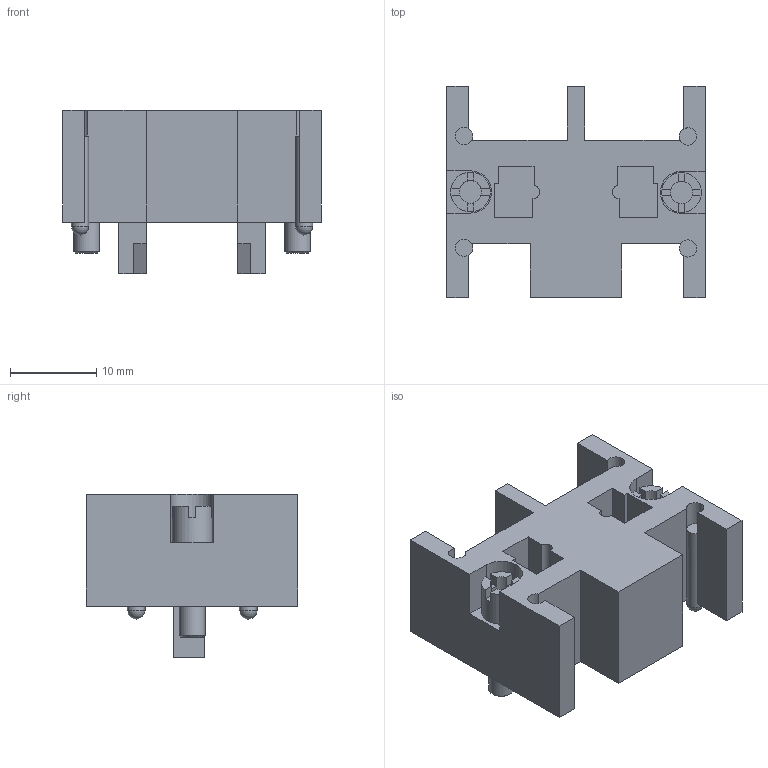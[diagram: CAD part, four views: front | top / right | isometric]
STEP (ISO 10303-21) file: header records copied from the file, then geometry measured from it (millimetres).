
FILE_DESCRIPTION((''),'2;1');
FILE_NAME('2PPM.stp','2007-11-15T15:02:08',('Philipp'),(''),'Autodesk Inventor 2008','Autodesk Inventor 2008','');
FILE_SCHEMA(('AUTOMOTIVE_DESIGN { 1 0 10303 214 1 1 1 1 }'));
Length unit declared in the file: millimetre
Products named in the file (3): 2PPM; screw
Assembly tree (3 placements, depth 2):
  2PPM
    2PPM
    screw  x2
Bounding box: 30 x 24.5 x 19 mm (x, y, z)
Volume: 6176.1 mm3; surface area: 4235.7 mm2
Topology: 3 solids, 3 shells, 134 faces, 352 edges, 230 vertices
Faces by surface type: plane 89, cylinder 23, bspline 16, sphere 4, cone 2
Full cylindrical faces by diameter (mm): 2 x4, 2.5 x2, 2.6 x4, 3 x4, 4.6 x2
Entity records: 3262 total; most frequent: CARTESIAN_POINT 613, ORIENTED_EDGE 522, DIRECTION 512, EDGE_CURVE 261, VECTOR 204, LINE 204, VERTEX_POINT 177, AXIS2_PLACEMENT_3D 154
